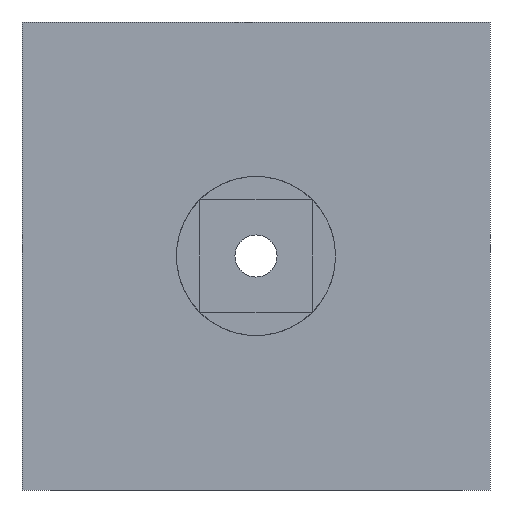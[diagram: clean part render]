
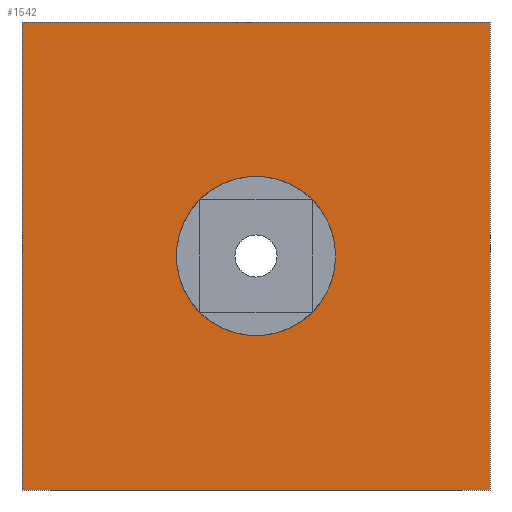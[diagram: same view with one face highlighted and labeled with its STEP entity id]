
A CAD part, front view. The second image highlights one B-rep face of the part: STEP entity #1542.
In plain terms, the highlighted planar face has unit normal (0, -1, 0).
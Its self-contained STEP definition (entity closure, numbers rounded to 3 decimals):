
#820 = PLANE('',#821);
#821 = AXIS2_PLACEMENT_3D('',#822,#823,#824);
#822 = CARTESIAN_POINT('',(-25.,4.,25.));
#823 = DIRECTION('',(0.,0.,-1.));
#824 = DIRECTION('',(1.,0.,0.));
#975 = VERTEX_POINT('',#976);
#976 = CARTESIAN_POINT('',(-25.,4.,25.));
#992 = PLANE('',#993);
#993 = AXIS2_PLACEMENT_3D('',#994,#995,#996);
#994 = CARTESIAN_POINT('',(-25.,4.,-25.));
#995 = DIRECTION('',(1.,0.,0.));
#996 = DIRECTION('',(0.,0.,1.));
#1033 = VERTEX_POINT('',#1034);
#1034 = CARTESIAN_POINT('',(25.,4.,25.));
#1048 = PLANE('',#1049);
#1049 = AXIS2_PLACEMENT_3D('',#1050,#1051,#1052);
#1050 = CARTESIAN_POINT('',(25.,4.,25.));
#1051 = DIRECTION('',(-1.,0.,0.));
#1052 = DIRECTION('',(0.,0.,-1.));
#1060 = EDGE_CURVE('',#975,#1033,#1061,.T.);
#1061 = SURFACE_CURVE('',#1062,(#1066,#1073),.PCURVE_S1.);
#1062 = LINE('',#1063,#1064);
#1063 = CARTESIAN_POINT('',(-25.,4.,25.));
#1064 = VECTOR('',#1065,1.);
#1065 = DIRECTION('',(1.,0.,0.));
#1066 = PCURVE('',#820,#1067);
#1067 = DEFINITIONAL_REPRESENTATION('',(#1068),#1072);
#1068 = LINE('',#1069,#1070);
#1069 = CARTESIAN_POINT('',(0.,0.));
#1070 = VECTOR('',#1071,1.);
#1071 = DIRECTION('',(1.,0.));
#1072 = ( GEOMETRIC_REPRESENTATION_CONTEXT(2) 
PARAMETRIC_REPRESENTATION_CONTEXT() REPRESENTATION_CONTEXT('2D SPACE',''
  ) );
#1073 = PCURVE('',#1074,#1079);
#1074 = PLANE('',#1075);
#1075 = AXIS2_PLACEMENT_3D('',#1076,#1077,#1078);
#1076 = CARTESIAN_POINT('',(0.,4.,0.));
#1077 = DIRECTION('',(0.,1.,0.));
#1078 = DIRECTION('',(0.,0.,1.));
#1079 = DEFINITIONAL_REPRESENTATION('',(#1080),#1084);
#1080 = LINE('',#1081,#1082);
#1081 = CARTESIAN_POINT('',(25.,-25.));
#1082 = VECTOR('',#1083,1.);
#1083 = DIRECTION('',(0.,1.));
#1084 = ( GEOMETRIC_REPRESENTATION_CONTEXT(2) 
PARAMETRIC_REPRESENTATION_CONTEXT() REPRESENTATION_CONTEXT('2D SPACE',''
  ) );
#1181 = PLANE('',#1182);
#1182 = AXIS2_PLACEMENT_3D('',#1183,#1184,#1185);
#1183 = CARTESIAN_POINT('',(25.,4.,-25.));
#1184 = DIRECTION('',(0.,0.,1.));
#1185 = DIRECTION('',(-1.,0.,0.));
#1476 = VERTEX_POINT('',#1477);
#1477 = CARTESIAN_POINT('',(-25.,4.,-25.));
#1522 = EDGE_CURVE('',#1476,#975,#1523,.T.);
#1523 = SURFACE_CURVE('',#1524,(#1528,#1535),.PCURVE_S1.);
#1524 = LINE('',#1525,#1526);
#1525 = CARTESIAN_POINT('',(-25.,4.,-25.));
#1526 = VECTOR('',#1527,1.);
#1527 = DIRECTION('',(0.,0.,1.));
#1528 = PCURVE('',#992,#1529);
#1529 = DEFINITIONAL_REPRESENTATION('',(#1530),#1534);
#1530 = LINE('',#1531,#1532);
#1531 = CARTESIAN_POINT('',(0.,0.));
#1532 = VECTOR('',#1533,1.);
#1533 = DIRECTION('',(1.,0.));
#1534 = ( GEOMETRIC_REPRESENTATION_CONTEXT(2) 
PARAMETRIC_REPRESENTATION_CONTEXT() REPRESENTATION_CONTEXT('2D SPACE',''
  ) );
#1535 = PCURVE('',#1074,#1536);
#1536 = DEFINITIONAL_REPRESENTATION('',(#1537),#1541);
#1537 = LINE('',#1538,#1539);
#1538 = CARTESIAN_POINT('',(-25.,-25.));
#1539 = VECTOR('',#1540,1.);
#1540 = DIRECTION('',(1.,0.));
#1541 = ( GEOMETRIC_REPRESENTATION_CONTEXT(2) 
PARAMETRIC_REPRESENTATION_CONTEXT() REPRESENTATION_CONTEXT('2D SPACE',''
  ) );
#1542 = ADVANCED_FACE('',(#1543,#1591),#1074,.F.);
#1543 = FACE_BOUND('',#1544,.F.);
#1544 = EDGE_LOOP('',(#1545,#1568,#1589,#1590));
#1545 = ORIENTED_EDGE('',*,*,#1546,.T.);
#1546 = EDGE_CURVE('',#1033,#1547,#1549,.T.);
#1547 = VERTEX_POINT('',#1548);
#1548 = CARTESIAN_POINT('',(25.,4.,-25.));
#1549 = SURFACE_CURVE('',#1550,(#1554,#1561),.PCURVE_S1.);
#1550 = LINE('',#1551,#1552);
#1551 = CARTESIAN_POINT('',(25.,4.,25.));
#1552 = VECTOR('',#1553,1.);
#1553 = DIRECTION('',(0.,0.,-1.));
#1554 = PCURVE('',#1074,#1555);
#1555 = DEFINITIONAL_REPRESENTATION('',(#1556),#1560);
#1556 = LINE('',#1557,#1558);
#1557 = CARTESIAN_POINT('',(25.,25.));
#1558 = VECTOR('',#1559,1.);
#1559 = DIRECTION('',(-1.,0.));
#1560 = ( GEOMETRIC_REPRESENTATION_CONTEXT(2) 
PARAMETRIC_REPRESENTATION_CONTEXT() REPRESENTATION_CONTEXT('2D SPACE',''
  ) );
#1561 = PCURVE('',#1048,#1562);
#1562 = DEFINITIONAL_REPRESENTATION('',(#1563),#1567);
#1563 = LINE('',#1564,#1565);
#1564 = CARTESIAN_POINT('',(0.,0.));
#1565 = VECTOR('',#1566,1.);
#1566 = DIRECTION('',(1.,0.));
#1567 = ( GEOMETRIC_REPRESENTATION_CONTEXT(2) 
PARAMETRIC_REPRESENTATION_CONTEXT() REPRESENTATION_CONTEXT('2D SPACE',''
  ) );
#1568 = ORIENTED_EDGE('',*,*,#1569,.T.);
#1569 = EDGE_CURVE('',#1547,#1476,#1570,.T.);
#1570 = SURFACE_CURVE('',#1571,(#1575,#1582),.PCURVE_S1.);
#1571 = LINE('',#1572,#1573);
#1572 = CARTESIAN_POINT('',(25.,4.,-25.));
#1573 = VECTOR('',#1574,1.);
#1574 = DIRECTION('',(-1.,0.,0.));
#1575 = PCURVE('',#1074,#1576);
#1576 = DEFINITIONAL_REPRESENTATION('',(#1577),#1581);
#1577 = LINE('',#1578,#1579);
#1578 = CARTESIAN_POINT('',(-25.,25.));
#1579 = VECTOR('',#1580,1.);
#1580 = DIRECTION('',(0.,-1.));
#1581 = ( GEOMETRIC_REPRESENTATION_CONTEXT(2) 
PARAMETRIC_REPRESENTATION_CONTEXT() REPRESENTATION_CONTEXT('2D SPACE',''
  ) );
#1582 = PCURVE('',#1181,#1583);
#1583 = DEFINITIONAL_REPRESENTATION('',(#1584),#1588);
#1584 = LINE('',#1585,#1586);
#1585 = CARTESIAN_POINT('',(0.,0.));
#1586 = VECTOR('',#1587,1.);
#1587 = DIRECTION('',(1.,0.));
#1588 = ( GEOMETRIC_REPRESENTATION_CONTEXT(2) 
PARAMETRIC_REPRESENTATION_CONTEXT() REPRESENTATION_CONTEXT('2D SPACE',''
  ) );
#1589 = ORIENTED_EDGE('',*,*,#1522,.T.);
#1590 = ORIENTED_EDGE('',*,*,#1060,.T.);
#1591 = FACE_BOUND('',#1592,.F.);
#1592 = EDGE_LOOP('',(#1593));
#1593 = ORIENTED_EDGE('',*,*,#1594,.F.);
#1594 = EDGE_CURVE('',#1595,#1595,#1597,.T.);
#1595 = VERTEX_POINT('',#1596);
#1596 = CARTESIAN_POINT('',(-8.5,4.,0.));
#1597 = SURFACE_CURVE('',#1598,(#1603,#1610),.PCURVE_S1.);
#1598 = CIRCLE('',#1599,8.5);
#1599 = AXIS2_PLACEMENT_3D('',#1600,#1601,#1602);
#1600 = CARTESIAN_POINT('',(0.,4.,0.));
#1601 = DIRECTION('',(0.,1.,-0.));
#1602 = DIRECTION('',(-1.,0.,0.));
#1603 = PCURVE('',#1074,#1604);
#1604 = DEFINITIONAL_REPRESENTATION('',(#1605),#1609);
#1605 = CIRCLE('',#1606,8.5);
#1606 = AXIS2_PLACEMENT_2D('',#1607,#1608);
#1607 = CARTESIAN_POINT('',(0.,0.));
#1608 = DIRECTION('',(0.,-1.));
#1609 = ( GEOMETRIC_REPRESENTATION_CONTEXT(2) 
PARAMETRIC_REPRESENTATION_CONTEXT() REPRESENTATION_CONTEXT('2D SPACE',''
  ) );
#1610 = PCURVE('',#1611,#1616);
#1611 = CYLINDRICAL_SURFACE('',#1612,8.5);
#1612 = AXIS2_PLACEMENT_3D('',#1613,#1614,#1615);
#1613 = CARTESIAN_POINT('',(0.,0.,0.));
#1614 = DIRECTION('',(0.,-1.,0.));
#1615 = DIRECTION('',(-1.,0.,0.));
#1616 = DEFINITIONAL_REPRESENTATION('',(#1617),#1621);
#1617 = LINE('',#1618,#1619);
#1618 = CARTESIAN_POINT('',(-0.,-4.));
#1619 = VECTOR('',#1620,1.);
#1620 = DIRECTION('',(-1.,0.));
#1621 = ( GEOMETRIC_REPRESENTATION_CONTEXT(2) 
PARAMETRIC_REPRESENTATION_CONTEXT() REPRESENTATION_CONTEXT('2D SPACE',''
  ) );
